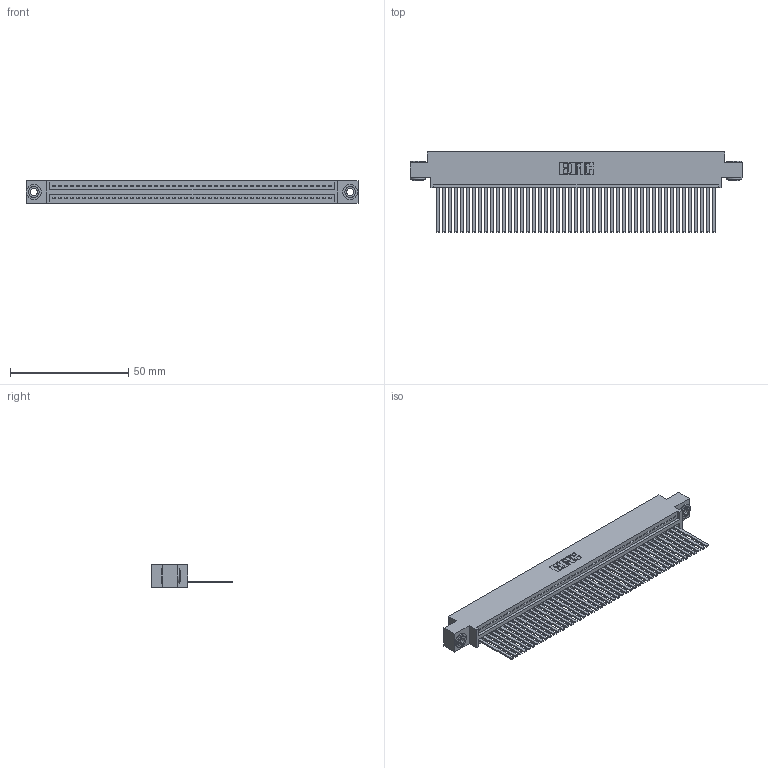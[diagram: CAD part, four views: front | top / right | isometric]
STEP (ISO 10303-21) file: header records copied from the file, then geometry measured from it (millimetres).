
FILE_DESCRIPTION (( 'STEP AP203' ), '1' );
FILE_NAME ('395-047-544-603.STEP', '2018-11-19T14:52:25', ( '' ), ( '' ), 'SwSTEP 2.0', 'SolidWorks 2016', '' );
FILE_SCHEMA (( 'CONFIG_CONTROL_DESIGN' ));
Length unit declared in the file: inch
Products named in the file (4): 345-292-001_345-293-144; 345-250-002_345-250-002-102; 395-047-544-603; 345 Part_0.170 Offset - 0.156 Dia-TH
Assembly tree (50 placements, depth 2):
  395-047-544-603
    345 Part_0.170 Offset - 0.156 Dia-TH
    345-292-001_345-293-144  x47
    345-250-002_345-250-002-102  x2
Bounding box: 140.59 x 33.96 x 9.4 mm (x, y, z)
Volume: 13844.6 mm3; surface area: 20441.3 mm2
Topology: 50 solids, 50 shells, 2612 faces, 7855 edges, 5170 vertices
Faces by surface type: plane 1786, cylinder 818, cone 8
Entity records: 35298 total; most frequent: CARTESIAN_POINT 6092, ORIENTED_EDGE 6066, DIRECTION 5341, EDGE_CURVE 3033, VECTOR 2693, LINE 2693, VERTEX_POINT 2018, AXIS2_PLACEMENT_3D 1324
